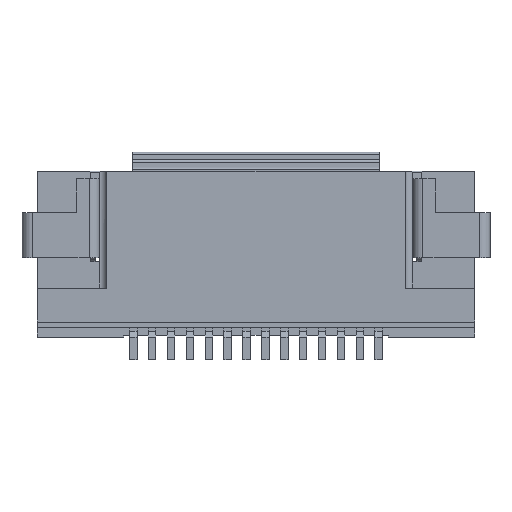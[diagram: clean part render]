
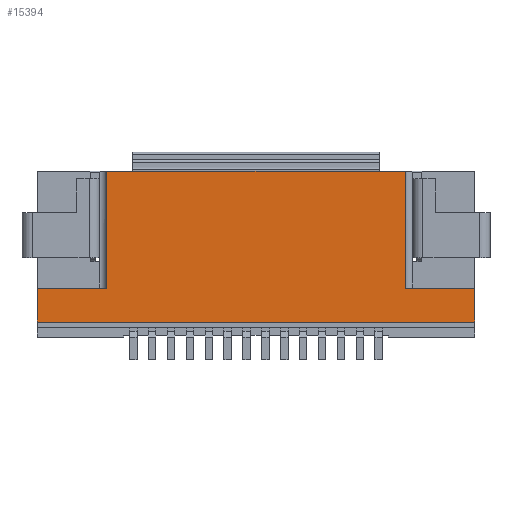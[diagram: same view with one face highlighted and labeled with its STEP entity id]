
A CAD part, front view. The second image highlights one B-rep face of the part: STEP entity #15394.
In plain terms, the highlighted planar face has unit normal (0, -1, 0).
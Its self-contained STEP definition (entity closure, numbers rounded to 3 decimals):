
#329=DIRECTION('',(1.,0.,0.));
#330=VECTOR('',#329,7.9);
#331=CARTESIAN_POINT('',(-3.95,0.,0.));
#332=LINE('',#331,#330);
#1726=DIRECTION('',(0.,0.,-1.));
#1727=VECTOR('',#1726,0.9);
#1728=CARTESIAN_POINT('',(5.8,0.,-3.1));
#1729=LINE('',#1728,#1727);
#2653=DIRECTION('',(1.,0.,0.));
#2654=VECTOR('',#2653,11.6);
#2655=CARTESIAN_POINT('',(-5.8,0.,-4.));
#2656=LINE('',#2655,#2654);
#2657=DIRECTION('',(0.,0.,-1.));
#2658=VECTOR('',#2657,0.9);
#2659=CARTESIAN_POINT('',(-5.8,0.,-3.1));
#2660=LINE('',#2659,#2658);
#2661=DIRECTION('',(1.,0.,0.));
#2662=VECTOR('',#2661,1.85);
#2663=CARTESIAN_POINT('',(-5.8,0.,-3.1));
#2664=LINE('',#2663,#2662);
#2665=DIRECTION('',(0.,0.,-1.));
#2666=VECTOR('',#2665,3.1);
#2667=CARTESIAN_POINT('',(-3.95,0.,0.));
#2668=LINE('',#2667,#2666);
#2669=DIRECTION('',(0.,0.,-1.));
#2670=VECTOR('',#2669,3.1);
#2671=CARTESIAN_POINT('',(3.95,0.,0.));
#2672=LINE('',#2671,#2670);
#2673=DIRECTION('',(1.,0.,0.));
#2674=VECTOR('',#2673,1.85);
#2675=CARTESIAN_POINT('',(3.95,0.,-3.1));
#2676=LINE('',#2675,#2674);
#9345=CARTESIAN_POINT('',(-5.8,0.,-3.1));
#9346=CARTESIAN_POINT('',(-3.95,0.,-3.1));
#9347=VERTEX_POINT('',#9345);
#9348=VERTEX_POINT('',#9346);
#9349=CARTESIAN_POINT('',(3.95,0.,-3.1));
#9350=CARTESIAN_POINT('',(5.8,0.,-3.1));
#9351=VERTEX_POINT('',#9349);
#9352=VERTEX_POINT('',#9350);
#9353=CARTESIAN_POINT('',(-3.95,0.,0.));
#9354=VERTEX_POINT('',#9353);
#9355=CARTESIAN_POINT('',(3.95,0.,0.));
#9356=VERTEX_POINT('',#9355);
#9461=CARTESIAN_POINT('',(-5.8,0.,-4.));
#9462=CARTESIAN_POINT('',(5.8,0.,-4.));
#9463=VERTEX_POINT('',#9461);
#9464=VERTEX_POINT('',#9462);
#15374=CARTESIAN_POINT('',(-5.8,0.,0.));
#15375=DIRECTION('',(0.,-1.,0.));
#15376=DIRECTION('',(1.,0.,0.));
#15377=AXIS2_PLACEMENT_3D('',#15374,#15375,#15376);
#15378=PLANE('',#15377);
#15380=ORIENTED_EDGE('',*,*,#15379,.F.);
#15382=ORIENTED_EDGE('',*,*,#15381,.F.);
#15384=ORIENTED_EDGE('',*,*,#15383,.T.);
#15385=ORIENTED_EDGE('',*,*,#15367,.F.);
#15386=ORIENTED_EDGE('',*,*,#12478,.T.);
#15388=ORIENTED_EDGE('',*,*,#15387,.T.);
#15390=ORIENTED_EDGE('',*,*,#15389,.T.);
#15391=ORIENTED_EDGE('',*,*,#14188,.T.);
#15392=EDGE_LOOP('',(#15380,#15382,#15384,#15385,#15386,#15388,#15390,#15391));
#15393=FACE_OUTER_BOUND('',#15392,.F.);
#15394=ADVANCED_FACE('',(#15393),#15378,.T.);
#12478=EDGE_CURVE('',#9354,#9356,#332,.T.);
#14188=EDGE_CURVE('',#9352,#9464,#1729,.T.);
#15367=EDGE_CURVE('',#9354,#9348,#2668,.T.);
#15379=EDGE_CURVE('',#9463,#9464,#2656,.T.);
#15381=EDGE_CURVE('',#9347,#9463,#2660,.T.);
#15383=EDGE_CURVE('',#9347,#9348,#2664,.T.);
#15387=EDGE_CURVE('',#9356,#9351,#2672,.T.);
#15389=EDGE_CURVE('',#9351,#9352,#2676,.T.);
